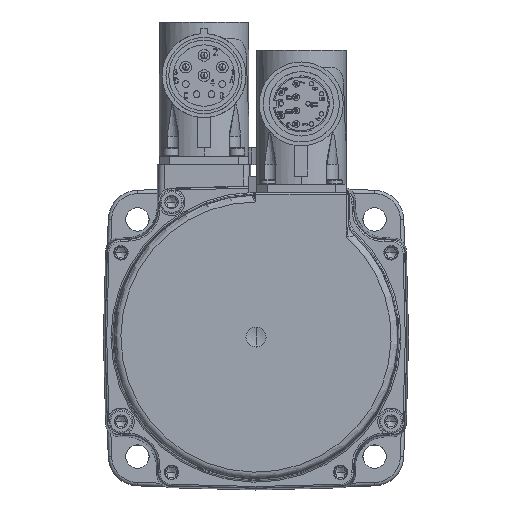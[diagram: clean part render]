
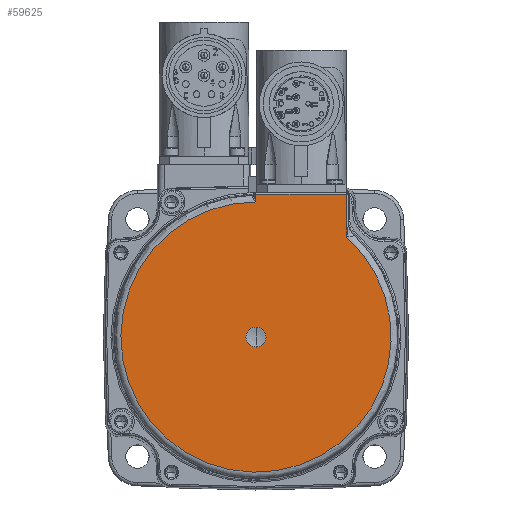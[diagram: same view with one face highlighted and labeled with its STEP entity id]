
A CAD part, top view. The second image highlights one B-rep face of the part: STEP entity #59625.
In plain terms, the highlighted planar face has unit normal (0, 0, 1).
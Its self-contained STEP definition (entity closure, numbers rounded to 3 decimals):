
#14753=DIRECTION('',(1.,0.,0.));
#14754=VECTOR('',#14753,27.1);
#14755=CARTESIAN_POINT('',(-0.1,42.6,70.9));
#14756=LINE('',#14755,#14754);
#14780=CARTESIAN_POINT('',(27.,42.5,70.9));
#14781=DIRECTION('',(0.,0.,-1.));
#14782=DIRECTION('',(0.,1.,0.));
#14783=AXIS2_PLACEMENT_3D('',#14780,#14781,#14782);
#14790=DIRECTION('',(0.,-1.,0.));
#14791=VECTOR('',#14790,12.693);
#14792=CARTESIAN_POINT('',(27.1,42.5,70.9));
#14793=LINE('',#14792,#14791);
#14813=CARTESIAN_POINT('',(27.1,29.807,70.9));
#14877=CARTESIAN_POINT('',(0.,0.,70.9));
#14878=DIRECTION('',(0.,0.,1.));
#14879=DIRECTION('',(-0.002,1.,0.));
#14880=AXIS2_PLACEMENT_3D('',#14877,#14878,#14879);
#14919=DIRECTION('',(0.,1.,0.));
#14920=VECTOR('',#14919,2.316);
#14921=CARTESIAN_POINT('',(-0.1,40.284,70.9));
#14922=LINE('',#14921,#14920);
#14923=CARTESIAN_POINT('',(-0.1,40.284,70.9));
#14954=CARTESIAN_POINT('',(0.,0.,70.9));
#14955=DIRECTION('',(0.,0.,-1.));
#14956=DIRECTION('',(0.,1.,0.));
#14957=AXIS2_PLACEMENT_3D('',#14954,#14955,#14956);
#14959=CARTESIAN_POINT('',(0.,0.,70.9));
#14960=DIRECTION('',(0.,0.,-1.));
#14961=DIRECTION('',(0.,-1.,0.));
#14962=AXIS2_PLACEMENT_3D('',#14959,#14960,#14961);
#36417=CARTESIAN_POINT('',(-0.1,42.6,70.9));
#36418=CARTESIAN_POINT('',(27.,42.6,70.9));
#36419=VERTEX_POINT('',#36417);
#36420=VERTEX_POINT('',#36418);
#36423=VERTEX_POINT('',#14813);
#36429=CARTESIAN_POINT('',(27.1,42.5,70.9));
#36430=VERTEX_POINT('',#36429);
#36550=VERTEX_POINT('',#14923);
#36627=CARTESIAN_POINT('',(0.,3.,70.9));
#36628=CARTESIAN_POINT('',(0.,-3.,70.9));
#36629=VERTEX_POINT('',#36627);
#36630=VERTEX_POINT('',#36628);
#59607=CARTESIAN_POINT('',(0.,0.,70.9));
#59608=DIRECTION('',(0.,0.,1.));
#59609=DIRECTION('',(0.,-1.,0.));
#59610=AXIS2_PLACEMENT_3D('',#59607,#59608,#59609);
#59611=PLANE('',#59610);
#59612=ORIENTED_EDGE('',*,*,#59535,.T.);
#59613=ORIENTED_EDGE('',*,*,#59332,.T.);
#59614=ORIENTED_EDGE('',*,*,#59358,.T.);
#59615=ORIENTED_EDGE('',*,*,#59371,.T.);
#59616=ORIENTED_EDGE('',*,*,#59469,.F.);
#59617=EDGE_LOOP('',(#59612,#59613,#59614,#59615,#59616));
#59618=FACE_OUTER_BOUND('',#59617,.F.);
#59620=ORIENTED_EDGE('',*,*,#59619,.F.);
#59622=ORIENTED_EDGE('',*,*,#59621,.F.);
#59623=EDGE_LOOP('',(#59620,#59622));
#59624=FACE_BOUND('',#59623,.F.);
#59625=ADVANCED_FACE('',(#59618,#59624),#59611,.T.);
#14784=CIRCLE('',#14783,0.1);
#14881=CIRCLE('',#14880,40.285);
#14958=CIRCLE('',#14957,3.);
#14963=CIRCLE('',#14962,3.);
#59332=EDGE_CURVE('',#36419,#36420,#14756,.T.);
#59358=EDGE_CURVE('',#36420,#36430,#14784,.T.);
#59371=EDGE_CURVE('',#36430,#36423,#14793,.T.);
#59469=EDGE_CURVE('',#36550,#36423,#14881,.T.);
#59535=EDGE_CURVE('',#36550,#36419,#14922,.T.);
#59619=EDGE_CURVE('',#36629,#36630,#14958,.T.);
#59621=EDGE_CURVE('',#36630,#36629,#14963,.T.);
